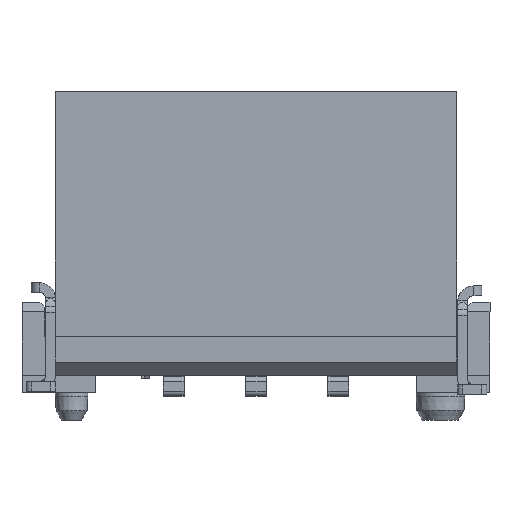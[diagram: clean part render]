
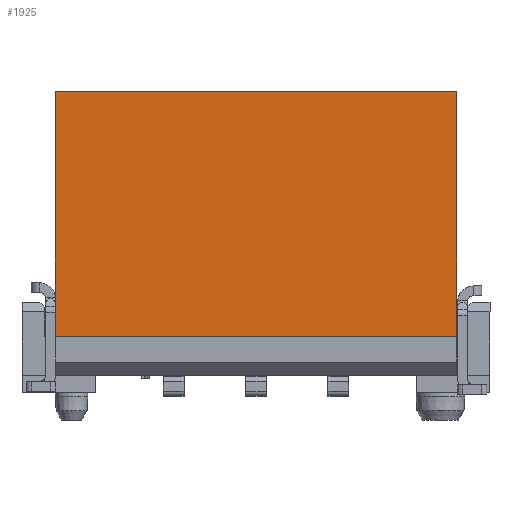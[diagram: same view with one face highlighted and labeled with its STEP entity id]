
A CAD part, front view. The second image highlights one B-rep face of the part: STEP entity #1925.
In plain terms, the highlighted planar face has unit normal (0, -1, 0).
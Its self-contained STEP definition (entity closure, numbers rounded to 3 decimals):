
#723=CARTESIAN_POINT('',(8.73,-2.5,8.9));
#724=VERTEX_POINT('',#723);
#731=CARTESIAN_POINT('',(8.73,-2.5,1.35));
#732=VERTEX_POINT('',#731);
#733=CARTESIAN_POINT('',(8.73,-2.5,8.9));
#734=DIRECTION('',(0.,0.,-1.));
#735=VECTOR('',#734,7.55);
#736=LINE('',#733,#735);
#737=EDGE_CURVE('',#724,#732,#736,.T.);
#1842=CARTESIAN_POINT('',(-3.65,-2.5,8.9));
#1843=VERTEX_POINT('',#1842);
#1850=CARTESIAN_POINT('',(-3.65,-2.5,8.9));
#1851=DIRECTION('',(1.,0.,0.));
#1852=VECTOR('',#1851,12.38);
#1853=LINE('',#1850,#1852);
#1854=EDGE_CURVE('',#1843,#724,#1853,.T.);
#1902=CARTESIAN_POINT('',(2.54,-2.5,5.125));
#1903=DIRECTION('',(1.,0.,0.));
#1904=DIRECTION('',(0.,-1.,0.));
#1905=AXIS2_PLACEMENT_3D('',#1902,#1904,#1903);
#1906=PLANE('',#1905);
#1907=ORIENTED_EDGE('',*,*,#1854,.F.);
#1908=CARTESIAN_POINT('',(-3.65,-2.5,1.35));
#1909=VERTEX_POINT('',#1908);
#1910=CARTESIAN_POINT('',(-3.65,-2.5,8.9));
#1911=DIRECTION('',(0.,0.,-1.));
#1912=VECTOR('',#1911,7.55);
#1913=LINE('',#1910,#1912);
#1914=EDGE_CURVE('',#1843,#1909,#1913,.T.);
#1915=ORIENTED_EDGE('',*,*,#1914,.T.);
#1916=CARTESIAN_POINT('',(-3.65,-2.5,1.35));
#1917=DIRECTION('',(1.,0.,0.));
#1918=VECTOR('',#1917,12.38);
#1919=LINE('',#1916,#1918);
#1920=EDGE_CURVE('',#1909,#732,#1919,.T.);
#1921=ORIENTED_EDGE('',*,*,#1920,.T.);
#1922=ORIENTED_EDGE('',*,*,#737,.F.);
#1923=EDGE_LOOP('',(#1907,#1915,#1921,#1922));
#1924=FACE_OUTER_BOUND('',#1923,.T.);
#1925=ADVANCED_FACE('',(#1924),#1906,.T.);
